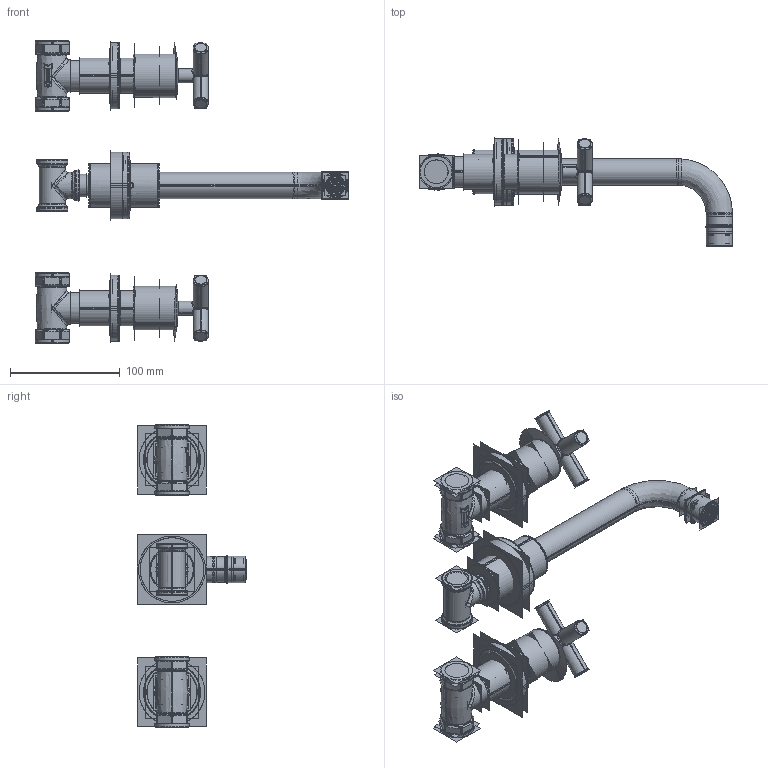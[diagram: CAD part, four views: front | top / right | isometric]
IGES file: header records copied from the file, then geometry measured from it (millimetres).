
Start section:  PTC IGES file: su003510_asm.igs
Global section: file name: su003510_asm.igs; native system: Pro/ENGINEER by Parametric Technology Corporation; preprocessor: 2004150; author: AdrianoZ; organization: Unknown; date: 190321.135005; units: millimetre
Bounding box: 286.03 x 99.88 x 276.82 mm (x, y, z)
Volume: 347566.5 mm3; surface area: 794263 mm2
Topology: 6 solids, 6 shells, 2978 faces, 15804 edges, 19980 vertices
Faces by surface type: bspline 1670, revolution 1308
